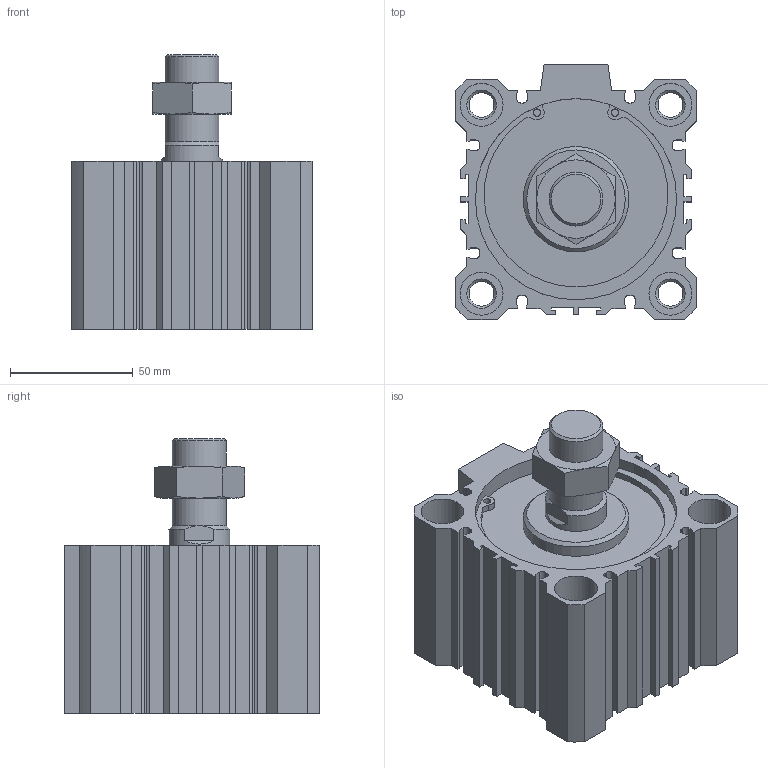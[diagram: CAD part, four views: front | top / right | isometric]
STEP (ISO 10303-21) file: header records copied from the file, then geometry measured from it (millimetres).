
FILE_DESCRIPTION( ( 'STEP AP203' ), '1' );
FILE_NAME( 'MCJQ-11-80-15M-0-G.stp', '2021-11-15T19:22:11', ( 'License CC BY-ND 4.0' ), ( 'CADENAS' ), ' ', 'PARTsolutions', ' ' );
FILE_SCHEMA( ( 'CONFIG_CONTROL_DESIGN' ) );
Length unit declared in the file: millimetre
Products named in the file (4): MCJQ-11-80-15M-0-G; _MCJQ-11-80-15M_(0_b); _MCJQ-11-80-15M-G0_(0_r); _MCJQ-80-M22 x 1.5_n
Assembly tree (3 placements, depth 2):
  MCJQ-11-80-15M-0-G
    _MCJQ-11-80-15M_(0_b)
    _MCJQ-11-80-15M-G0_(0_r)
    _MCJQ-80-M22 x 1.5_n
Bounding box: 98 x 104 x 112 mm (x, y, z)
Volume: 471060.9 mm3; surface area: 115399.4 mm2
Topology: 3 solids, 3 shells, 251 faces, 658 edges, 429 vertices
Faces by surface type: plane 171, cylinder 48, cone 32
Full cylindrical faces by diameter (mm): 3 x2, 10.106 x4, 17.5 x8, 20.376 x1, 22 x1, 25 x2, 43 x1, 76.3 x1, 80 x2, 82 x1
Entity records: 7653 total; most frequent: CARTESIAN_POINT 1443, DIRECTION 1224, ORIENTED_EDGE 1222, EDGE_CURVE 611, LINE 452, VECTOR 452, VERTEX_POINT 425, AXIS2_PLACEMENT_3D 386
